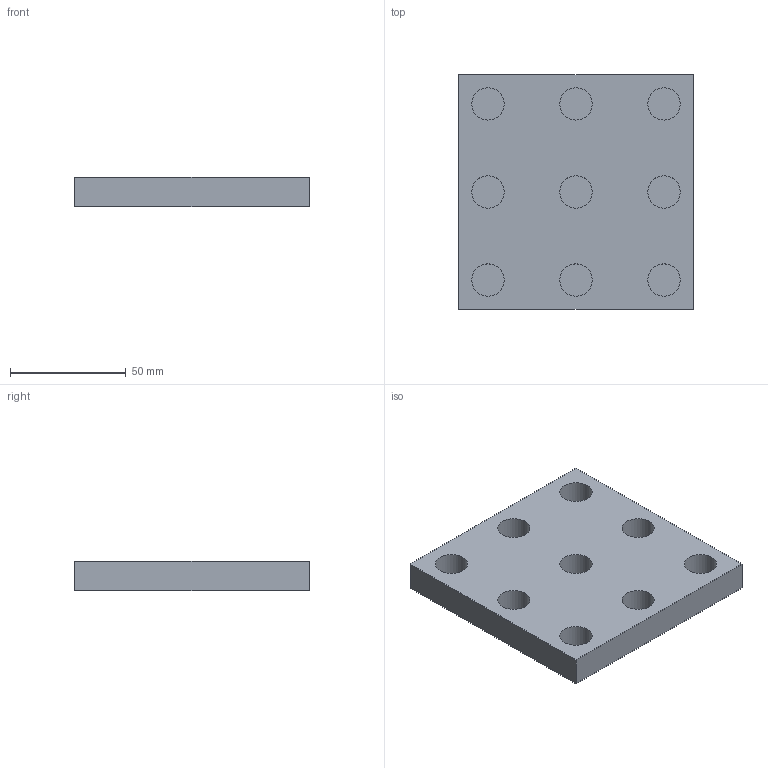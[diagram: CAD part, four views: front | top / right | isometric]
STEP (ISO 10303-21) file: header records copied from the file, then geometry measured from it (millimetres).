
FILE_DESCRIPTION(/* description */ ('STEP AP242','CAx-IF Rec.Pracs.---Representation and Presentation of Product Manufacturing Information (PMI)---4.0---2014-10-13','CAx-IF Rec.Pracs.---3D Tessellated Geometry---0.4---2014-09-14','2;1'),/* implementation_level */ '2;1');
FILE_NAME(/* name */ '64a8886c77a0c96a5345b940',/* time_stamp */ '2023-07-07T21:49:33Z',/* author */ (''),/* organization */ (''),/* preprocessor_version */ 'ST-DEVELOPER v19.4',/* originating_system */ ' ',/* authorisation */ ' ');
FILE_SCHEMA (('AP242_MANAGED_MODEL_BASED_3D_ENGINEERING_MIM_LF { 1 0 10303 442 1 1 4 }'));
Length unit declared in the file: metre
Products named in the file (1): Tip Cooling Pad
Bounding box: 101.6 x 101.6 x 12.7 mm (x, y, z)
Volume: 115856.6 mm3; surface area: 30160.6 mm2
Topology: 1 solids, 1 shells, 24 faces, 39 edges, 26 vertices
Faces by surface type: plane 15, cylinder 9
Full cylindrical faces by diameter (mm): 14 x9
Entity records: 538 total; most frequent: DIRECTION 98, CARTESIAN_POINT 81, ORIENTED_EDGE 60, AXIS2_PLACEMENT_3D 43, EDGE_LOOP 42, FACE_BOUND 42, EDGE_CURVE 30, VERTEX_POINT 26
